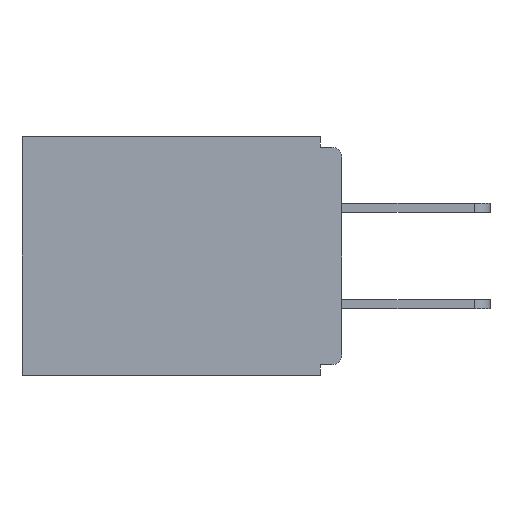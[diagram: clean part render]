
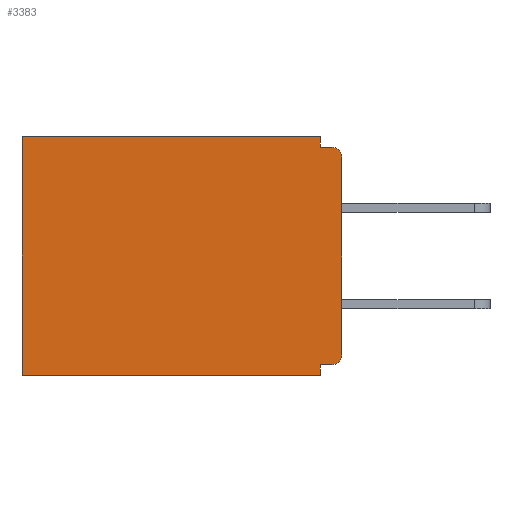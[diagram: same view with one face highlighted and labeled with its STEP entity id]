
A CAD part, left-side view. The second image highlights one B-rep face of the part: STEP entity #3383.
In plain terms, the highlighted planar face has unit normal (-1, 0, 0).
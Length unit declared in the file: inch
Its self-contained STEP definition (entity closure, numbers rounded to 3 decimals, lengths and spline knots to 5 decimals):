
#128 = ORIENTED_EDGE ( 'NONE', *, *, #304, .T. ) ;
#248 = CARTESIAN_POINT ( 'NONE',  ( 0.298, 0.031, 0. ) ) ;
#304 = EDGE_CURVE ( 'NONE', #10686, #18638, #21491, .T. ) ;
#643 = CARTESIAN_POINT ( 'NONE',  ( 0.298, 0.015, -0.313 ) ) ;
#825 = DIRECTION ( 'NONE',  ( 0., 0., -1. ) ) ;
#918 = AXIS2_PLACEMENT_3D ( 'NONE', #16232, #27990, #2072 ) ;
#1119 = AXIS2_PLACEMENT_3D ( 'NONE', #22385, #29111, #825 ) ;
#1415 = ORIENTED_EDGE ( 'NONE', *, *, #14945, .F. ) ;
#1981 = DIRECTION ( 'NONE',  ( 0., 1., 0. ) ) ;
#2017 = VERTEX_POINT ( 'NONE', #12475 ) ;
#2030 = EDGE_LOOP ( 'NONE', ( #10672, #1415, #19133, #128, #28610, #8227, #21078, #23162, #9701, #15481 ) ) ;
#2072 = DIRECTION ( 'NONE',  ( 0., 0., -1. ) ) ;
#2566 = VECTOR ( 'NONE', #1981, 39.37008 ) ;
#2651 = EDGE_CURVE ( 'NONE', #4945, #2017, #28743, .T. ) ;
#3077 = LINE ( 'NONE', #7492, #14903 ) ;
#3383 = ADVANCED_FACE ( 'NONE', ( #25423 ), #13949, .F. ) ;
#4945 = VERTEX_POINT ( 'NONE', #25050 ) ;
#5528 = LINE ( 'NONE', #17471, #12552 ) ;
#6503 = DIRECTION ( 'NONE',  ( 0., 0., -1. ) ) ;
#7202 = VERTEX_POINT ( 'NONE', #11667 ) ;
#7492 = CARTESIAN_POINT ( 'NONE',  ( 0.298, 0.031, -0.343 ) ) ;
#8227 = ORIENTED_EDGE ( 'NONE', *, *, #15144, .F. ) ;
#8505 = LINE ( 'NONE', #21256, #21891 ) ;
#8520 = EDGE_CURVE ( 'NONE', #13815, #7202, #10273, .T. ) ;
#9695 = CARTESIAN_POINT ( 'NONE',  ( 0.298, 0., -0.328 ) ) ;
#9701 = ORIENTED_EDGE ( 'NONE', *, *, #26694, .T. ) ;
#10246 = CIRCLE ( 'NONE', #14279, 0.015 ) ;
#10273 = LINE ( 'NONE', #9695, #13274 ) ;
#10279 = VECTOR ( 'NONE', #16066, 39.37008 ) ;
#10361 = DIRECTION ( 'NONE',  ( -1., 0., 0. ) ) ;
#10672 = ORIENTED_EDGE ( 'NONE', *, *, #21541, .T. ) ;
#10686 = VERTEX_POINT ( 'NONE', #248 ) ;
#11667 = CARTESIAN_POINT ( 'NONE',  ( 0.298, 0.031, -0.328 ) ) ;
#11779 = VERTEX_POINT ( 'NONE', #24270 ) ;
#12047 = DIRECTION ( 'NONE',  ( 0., 0., -1. ) ) ;
#12454 = VERTEX_POINT ( 'NONE', #28133 ) ;
#12475 = CARTESIAN_POINT ( 'NONE',  ( 0.298, 0., -0.313 ) ) ;
#12552 = VECTOR ( 'NONE', #19903, 39.37008 ) ;
#12695 = CARTESIAN_POINT ( 'NONE',  ( 0.298, 0.46, 0. ) ) ;
#13274 = VECTOR ( 'NONE', #21640, 39.37008 ) ;
#13815 = VERTEX_POINT ( 'NONE', #23556 ) ;
#13949 = PLANE ( 'NONE',  #918 ) ;
#14130 = EDGE_CURVE ( 'NONE', #10686, #25395, #8505, .T. ) ;
#14279 = AXIS2_PLACEMENT_3D ( 'NONE', #643, #10361, #14587 ) ;
#14587 = DIRECTION ( 'NONE',  ( 0., 0., -1. ) ) ;
#14903 = VECTOR ( 'NONE', #12047, 39.37008 ) ;
#14945 = EDGE_CURVE ( 'NONE', #25395, #11779, #27402, .T. ) ;
#15144 = EDGE_CURVE ( 'NONE', #26062, #12454, #22576, .T. ) ;
#15481 = ORIENTED_EDGE ( 'NONE', *, *, #2651, .F. ) ;
#16066 = DIRECTION ( 'NONE',  ( 0., -1., 0. ) ) ;
#16145 = CARTESIAN_POINT ( 'NONE',  ( 0.298, 0., 0. ) ) ;
#16232 = CARTESIAN_POINT ( 'NONE',  ( 0.298, 0., 0. ) ) ;
#16235 = VECTOR ( 'NONE', #22898, 39.37008 ) ;
#16335 = CIRCLE ( 'NONE', #1119, 0.015 ) ;
#16441 = VECTOR ( 'NONE', #6503, 39.37008 ) ;
#16732 = EDGE_CURVE ( 'NONE', #18638, #12454, #5528, .T. ) ;
#17471 = CARTESIAN_POINT ( 'NONE',  ( 0.298, 0.46, 0. ) ) ;
#18000 = CARTESIAN_POINT ( 'NONE',  ( 0.298, 0., -0.343 ) ) ;
#18362 = CARTESIAN_POINT ( 'NONE',  ( 0.298, 0., -0.015 ) ) ;
#18638 = VERTEX_POINT ( 'NONE', #12695 ) ;
#19133 = ORIENTED_EDGE ( 'NONE', *, *, #14130, .F. ) ;
#19903 = DIRECTION ( 'NONE',  ( 0., 0., -1. ) ) ;
#20858 = CARTESIAN_POINT ( 'NONE',  ( 0.298, 0., 0. ) ) ;
#21078 = ORIENTED_EDGE ( 'NONE', *, *, #23266, .F. ) ;
#21256 = CARTESIAN_POINT ( 'NONE',  ( 0.298, 0.031, -0.343 ) ) ;
#21491 = LINE ( 'NONE', #16145, #2566 ) ;
#21541 = EDGE_CURVE ( 'NONE', #4945, #11779, #16335, .T. ) ;
#21640 = DIRECTION ( 'NONE',  ( 0., 1., 0. ) ) ;
#21891 = VECTOR ( 'NONE', #26051, 39.37008 ) ;
#22385 = CARTESIAN_POINT ( 'NONE',  ( 0.298, 0.015, -0.03 ) ) ;
#22576 = LINE ( 'NONE', #18000, #16235 ) ;
#22898 = DIRECTION ( 'NONE',  ( 0., 1., 0. ) ) ;
#23162 = ORIENTED_EDGE ( 'NONE', *, *, #8520, .F. ) ;
#23266 = EDGE_CURVE ( 'NONE', #7202, #26062, #3077, .T. ) ;
#23556 = CARTESIAN_POINT ( 'NONE',  ( 0.298, 0.015, -0.328 ) ) ;
#24270 = CARTESIAN_POINT ( 'NONE',  ( 0.298, 0.015, -0.015 ) ) ;
#25050 = CARTESIAN_POINT ( 'NONE',  ( 0.298, 0., -0.03 ) ) ;
#25395 = VERTEX_POINT ( 'NONE', #28519 ) ;
#25423 = FACE_OUTER_BOUND ( 'NONE', #2030, .T. ) ;
#26051 = DIRECTION ( 'NONE',  ( 0., 0., -1. ) ) ;
#26062 = VERTEX_POINT ( 'NONE', #29810 ) ;
#26694 = EDGE_CURVE ( 'NONE', #13815, #2017, #10246, .T. ) ;
#27402 = LINE ( 'NONE', #18362, #10279 ) ;
#27990 = DIRECTION ( 'NONE',  ( 1., 0., 0. ) ) ;
#28133 = CARTESIAN_POINT ( 'NONE',  ( 0.298, 0.46, -0.343 ) ) ;
#28519 = CARTESIAN_POINT ( 'NONE',  ( 0.298, 0.031, -0.015 ) ) ;
#28610 = ORIENTED_EDGE ( 'NONE', *, *, #16732, .T. ) ;
#28743 = LINE ( 'NONE', #20858, #16441 ) ;
#29111 = DIRECTION ( 'NONE',  ( -1., 0., 0. ) ) ;
#29810 = CARTESIAN_POINT ( 'NONE',  ( 0.298, 0.031, -0.343 ) ) ;
